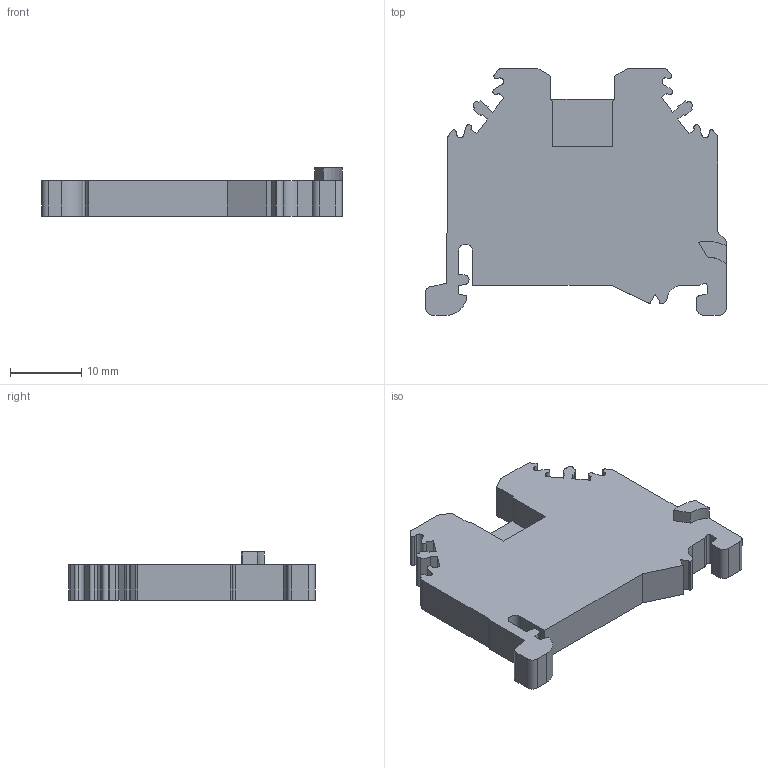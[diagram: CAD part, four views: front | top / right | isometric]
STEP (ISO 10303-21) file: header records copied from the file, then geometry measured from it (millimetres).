
FILE_DESCRIPTION((''),'2;1');
FILE_NAME('UJ3-2_5_2L','2021-12-23T',('ASUS'),(''),'PRO/ENGINEER BY PARAMETRIC TECHNOLOGY CORPORATION, 2013230','PRO/ENGINEER BY PARAMETRIC TECHNOLOGY CORPORATION, 2013230','');
FILE_SCHEMA(('CONFIG_CONTROL_DESIGN'));
Length unit declared in the file: millimetre
Products named in the file (1): UJ3-2_5_2L
Bounding box: 42.3 x 34.7 x 6.8 mm (x, y, z)
Volume: 4959.6 mm3; surface area: 3406.7 mm2
Topology: 1 solids, 1 shells, 149 faces, 452 edges, 306 vertices
Faces by surface type: plane 111, cylinder 38
Entity records: 5120 total; most frequent: CARTESIAN_POINT 907, ORIENTED_EDGE 904, DIRECTION 854, EDGE_CURVE 452, VECTOR 348, LINE 348, VERTEX_POINT 306, AXIS2_PLACEMENT_3D 253
